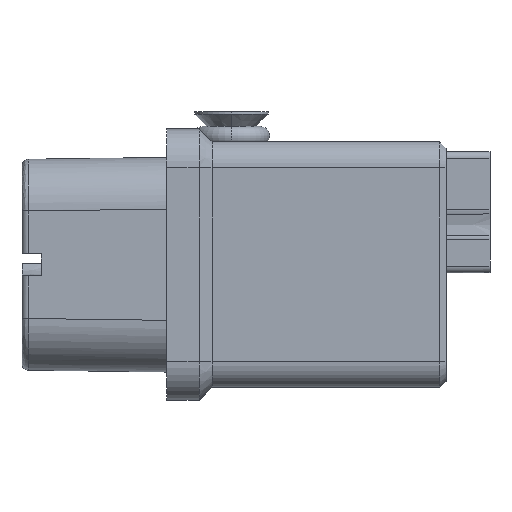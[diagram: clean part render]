
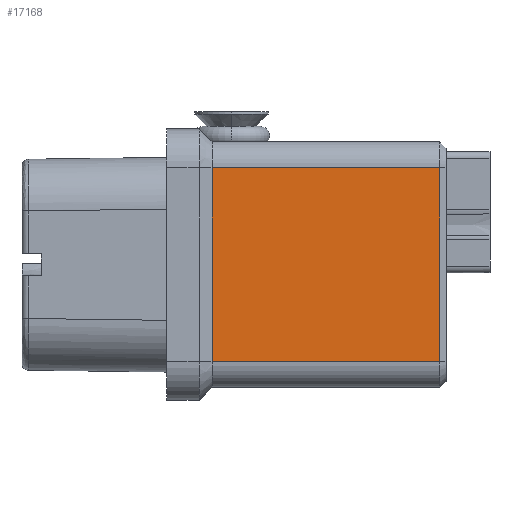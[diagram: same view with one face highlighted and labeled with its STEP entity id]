
A CAD part, left-side view. The second image highlights one B-rep face of the part: STEP entity #17168.
In plain terms, the highlighted planar face has unit normal (-1, 0, 0).
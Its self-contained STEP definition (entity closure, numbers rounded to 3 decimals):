
#3907=DIRECTION('',(0.,-1.,0.));
#3908=VECTOR('',#3907,17.6);
#3909=CARTESIAN_POINT('',(-9.5,-3.5,
-7.5));
#3910=LINE('',#3909,#3908);
#3911=DIRECTION('',(0.,0.,1.));
#3912=VECTOR('',#3911,15.);
#3913=CARTESIAN_POINT('',(-9.5,-3.5,
-7.5));
#3914=LINE('',#3913,#3912);
#3915=DIRECTION('',(0.,-1.,0.));
#3916=VECTOR('',#3915,17.6);
#3917=CARTESIAN_POINT('',(-9.5,-3.5,
7.5));
#3918=LINE('',#3917,#3916);
#3919=DIRECTION('',(0.,0.,-1.));
#3920=VECTOR('',#3919,15.);
#3921=CARTESIAN_POINT('',(-9.5,-21.1,
7.5));
#3922=LINE('',#3921,#3920);
#8192=CARTESIAN_POINT('',(-9.5,-3.5,
-7.5));
#8193=CARTESIAN_POINT('',(-9.5,-21.1,
-7.5));
#8194=VERTEX_POINT('',#8192);
#8195=VERTEX_POINT('',#8193);
#8196=CARTESIAN_POINT('',(-9.5,-3.5,
7.5));
#8197=CARTESIAN_POINT('',(-9.5,-21.1,
7.5));
#8198=VERTEX_POINT('',#8196);
#8199=VERTEX_POINT('',#8197);
#17154=CARTESIAN_POINT('',(-9.5,-21.6,-9.5));
#17155=DIRECTION('',(1.,0.,0.));
#17156=DIRECTION('',(0.,0.,1.));
#17157=AXIS2_PLACEMENT_3D('',#17154,#17155,#17156);
#17158=PLANE('',#17157);
#17160=ORIENTED_EDGE('',*,*,#17159,.F.);
#17162=ORIENTED_EDGE('',*,*,#17161,.T.);
#17163=ORIENTED_EDGE('',*,*,#17137,.T.);
#17165=ORIENTED_EDGE('',*,*,#17164,.T.);
#17166=EDGE_LOOP('',(#17160,#17162,#17163,#17165));
#17167=FACE_OUTER_BOUND('',#17166,.F.);
#17137=EDGE_CURVE('',#8198,#8199,#3918,.T.);
#17159=EDGE_CURVE('',#8194,#8195,#3910,.T.);
#17161=EDGE_CURVE('',#8194,#8198,#3914,.T.);
#17164=EDGE_CURVE('',#8199,#8195,#3922,.T.);
#17168=ADVANCED_FACE('',(#17167),#17158,.F.);
